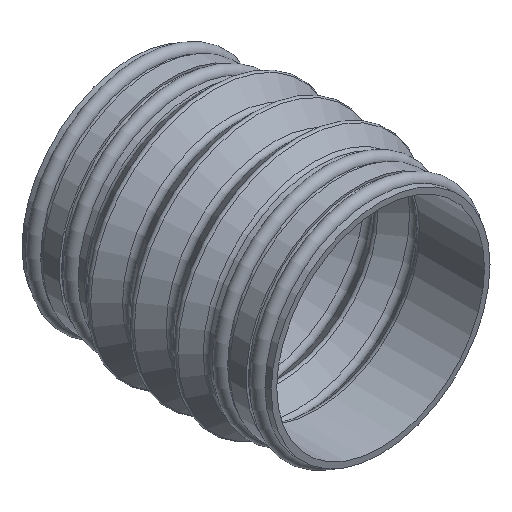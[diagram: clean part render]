
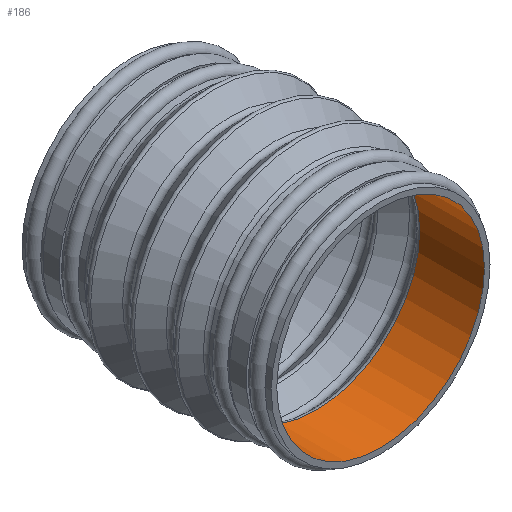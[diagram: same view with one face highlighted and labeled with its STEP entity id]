
A CAD part, isometric view. The second image highlights one B-rep face of the part: STEP entity #186.
In plain terms, the highlighted cylindrical face has radius 37.5 mm (diameter 75 mm), a full revolution.
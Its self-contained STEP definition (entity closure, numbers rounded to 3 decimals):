
#186 = ADVANCED_FACE( '', ( #434, #435 ), #436, .F. );
#434 = FACE_OUTER_BOUND( '', #747, .T. );
#435 = FACE_OUTER_BOUND( '', #748, .T. );
#436 = CYLINDRICAL_SURFACE( '', #749, 37.5 );
#747 = EDGE_LOOP( '', ( #1225 ) );
#748 = EDGE_LOOP( '', ( #1226 ) );
#749 = AXIS2_PLACEMENT_3D( '', #1227, #1228, #1229 );
#1225 = ORIENTED_EDGE( '', *, *, #1737, .T. );
#1226 = ORIENTED_EDGE( '', *, *, #1635, .F. );
#1227 = CARTESIAN_POINT( '', ( 0., 0., 0. ) );
#1228 = DIRECTION( '', ( 0., 1., 0. ) );
#1229 = DIRECTION( '', ( 0., 0., -1. ) );
#1635 = EDGE_CURVE( '', #1932, #1932, #1933, .T. );
#1737 = EDGE_CURVE( '', #2085, #2085, #2086, .T. );
#1932 = VERTEX_POINT( '', #2327 );
#1933 = CIRCLE( '', #2328, 37.5 );
#2085 = VERTEX_POINT( '', #2514 );
#2086 = CIRCLE( '', #2515, 37.5 );
#2327 = CARTESIAN_POINT( '', ( 0., 23.375, -37.5 ) );
#2328 = AXIS2_PLACEMENT_3D( '', #2724, #2725, #2726 );
#2514 = CARTESIAN_POINT( '', ( 0., 0., -37.5 ) );
#2515 = AXIS2_PLACEMENT_3D( '', #2878, #2879, #2880 );
#2724 = CARTESIAN_POINT( '', ( 0., 23.375, 0. ) );
#2725 = DIRECTION( '', ( 0., -1., 0. ) );
#2726 = DIRECTION( '', ( 0., 0., -1. ) );
#2878 = CARTESIAN_POINT( '', ( 0., 0., 0. ) );
#2879 = DIRECTION( '', ( 0., -1., 0. ) );
#2880 = DIRECTION( '', ( 0., 0., -1. ) );
